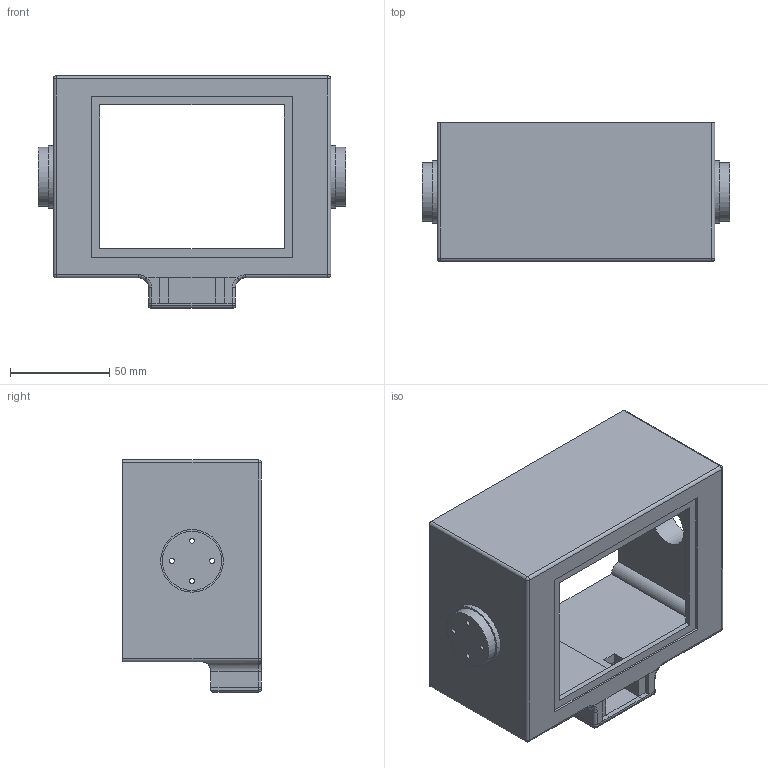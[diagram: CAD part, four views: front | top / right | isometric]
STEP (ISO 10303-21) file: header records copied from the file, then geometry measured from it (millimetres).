
FILE_DESCRIPTION(('FreeCAD Model'),'2;1');
FILE_NAME('Open CASCADE Shape Model','2024-02-02T00:40:59',(''),(''), 'Open CASCADE STEP processor 7.6','FreeCAD','Unknown');
FILE_SCHEMA(('AUTOMOTIVE_DESIGN { 1 0 10303 214 1 1 1 1 }'));
Length unit declared in the file: millimetre
Products named in the file (1): Final Body
Bounding box: 154.94 x 69.85 x 116.84 mm (x, y, z)
Volume: 200611 mm3; surface area: 85814.3 mm2
Topology: 1 solids, 1 shells, 133 faces, 329 edges, 198 vertices
Faces by surface type: plane 65, cylinder 46, torus 14, bspline 4, sphere 4
Full cylindrical faces by diameter (mm): 2.54 x8, 22.86 x1, 29.718 x2, 31.496 x2
Entity records: 8499 total; most frequent: CARTESIAN_POINT 1897, DIRECTION 1272, LINE 747, VECTOR 747, ORIENTED_EDGE 646, PCURVE 646, DEFINITIONAL_REPRESENTATION 646, EDGE_CURVE 323
